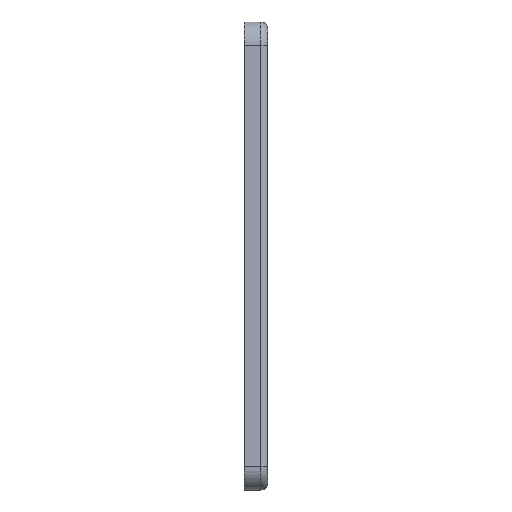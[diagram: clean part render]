
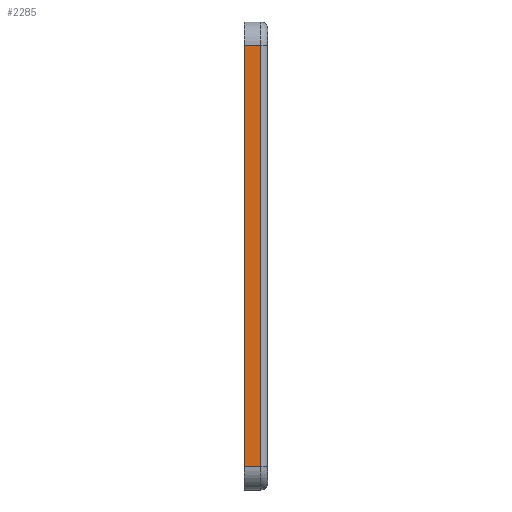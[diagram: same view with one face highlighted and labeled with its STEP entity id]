
A CAD part, left-side view. The second image highlights one B-rep face of the part: STEP entity #2285.
In plain terms, the highlighted planar face has unit normal (-1, 0, 0).
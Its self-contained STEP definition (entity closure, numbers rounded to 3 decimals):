
#204=LINE('',#4030,#311);
#222=LINE('',#4134,#329);
#223=LINE('',#4138,#330);
#224=LINE('',#4139,#331);
#311=VECTOR('',#3313,10.);
#329=VECTOR('',#3423,10.);
#330=VECTOR('',#3428,10.);
#331=VECTOR('',#3429,10.);
#358=PLANE('',#2646);
#471=FACE_OUTER_BOUND('',#644,.T.);
#644=EDGE_LOOP('',(#2063,#2064,#2065,#2066));
#1084=VERTEX_POINT('',#4027);
#1085=VERTEX_POINT('',#4029);
#1107=VERTEX_POINT('',#4133);
#1108=VERTEX_POINT('',#4137);
#1392=EDGE_CURVE('',#1084,#1085,#204,.T.);
#1436=EDGE_CURVE('',#1085,#1107,#222,.T.);
#1438=EDGE_CURVE('',#1108,#1084,#223,.T.);
#1439=EDGE_CURVE('',#1107,#1108,#224,.T.);
#2063=ORIENTED_EDGE('',*,*,#1392,.F.);
#2064=ORIENTED_EDGE('',*,*,#1438,.F.);
#2065=ORIENTED_EDGE('',*,*,#1439,.F.);
#2066=ORIENTED_EDGE('',*,*,#1436,.F.);
#2285=ADVANCED_FACE('',(#471),#358,.T.);
#2646=AXIS2_PLACEMENT_3D('',#4136,#3426,#3427);
#3313=DIRECTION('',(0.,0.,-1.));
#3423=DIRECTION('',(0.,1.,0.));
#3426=DIRECTION('center_axis',(-1.,0.,0.));
#3427=DIRECTION('ref_axis',(0.,0.,1.));
#3428=DIRECTION('',(0.,-1.,0.));
#3429=DIRECTION('',(0.,0.,1.));
#4027=CARTESIAN_POINT('',(0.,3.,190.));
#4029=CARTESIAN_POINT('',(0.,3.,10.));
#4030=CARTESIAN_POINT('',(0.,3.,50.));
#4133=CARTESIAN_POINT('',(0.,10.,10.));
#4134=CARTESIAN_POINT('',(0.,0.,10.));
#4136=CARTESIAN_POINT('Origin',(0.,0.,0.));
#4137=CARTESIAN_POINT('',(0.,10.,190.));
#4138=CARTESIAN_POINT('',(0.,0.,190.));
#4139=CARTESIAN_POINT('',(0.,10.,200.));
